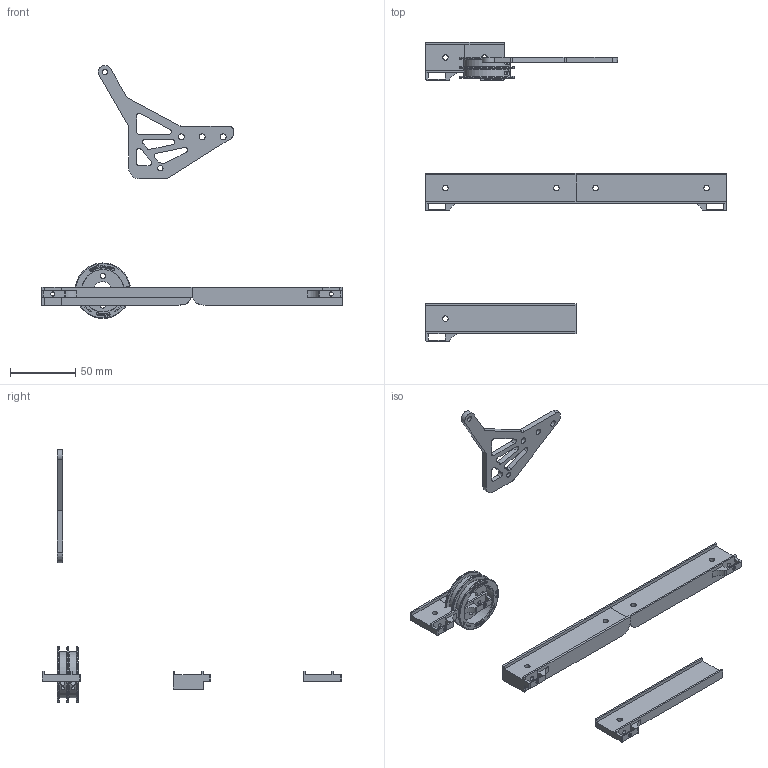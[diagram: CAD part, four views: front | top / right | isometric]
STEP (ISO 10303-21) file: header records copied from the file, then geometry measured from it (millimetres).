
FILE_DESCRIPTION(/* description */ ('STEP AP242','CAx-IF Rec.Pracs.---Representation and Presentation of Product Manufacturing Information (PMI)---4.0---2014-10-13','CAx-IF Rec.Pracs.---3D Tessellated Geometry---0.4---2014-09-14','2;1'),/* implementation_level */ '2;1');
FILE_NAME(/* name */ '66778db881aa2d6108835f60',/* time_stamp */ '2024-06-23T02:51:37Z',/* author */ (''),/* organization */ (''),/* preprocessor_version */ 'ST-DEVELOPER v20',/* originating_system */ ' ',/* authorisation */ ' ');
FILE_SCHEMA (('AP242_MANAGED_MODEL_BASED_3D_ENGINEERING_MIM_LF { 1 0 10303 442 1 1 4 }'));
Length unit declared in the file: metre
Products named in the file (7): Mount; Bottom Left Insert; Top Right Insert; Bottom Right Insert; Left Insert; Right Insert; 3407 Series Hub-Mount Winch Pulley (Dual Spool, 112mm Circumference) 
3407-0002-0112
Bounding box: 230 x 229 x 193.64 mm (x, y, z)
Volume: 95866.2 mm3; surface area: 49406.3 mm2
Topology: 7 solids, 7 shells, 823 faces, 2284 edges, 1522 vertices
Faces by surface type: plane 415, bspline 209, cylinder 187, torus 12
Full cylindrical faces by diameter (mm): 2.5 x8, 3.2 x10, 3.5 x4, 4 x6, 4.2 x7, 4.5 x3, 14 x1, 32.25 x2, 35.651 x2, 42.5 x3
Entity records: 27697 total; most frequent: CARTESIAN_POINT 7717, ORIENTED_EDGE 4418, DIRECTION 3400, EDGE_CURVE 2209, VERTEX_POINT 1505, LINE 1248, VECTOR 1248, AXIS2_PLACEMENT_3D 1076
